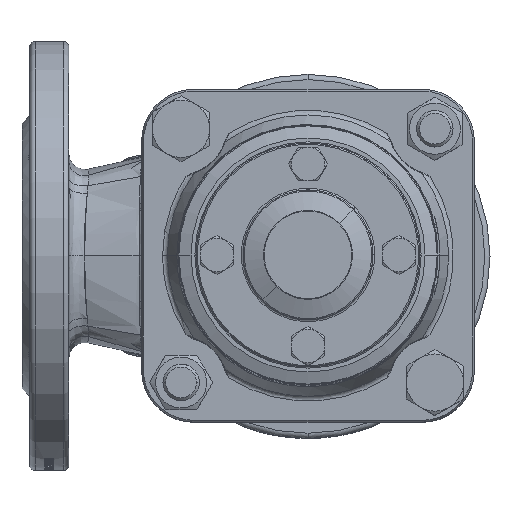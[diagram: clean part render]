
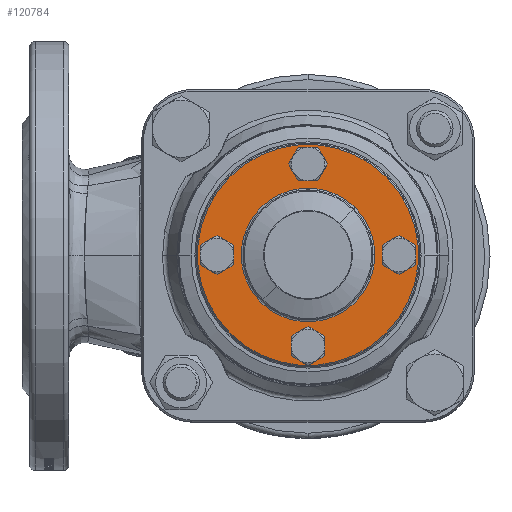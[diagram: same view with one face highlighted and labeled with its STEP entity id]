
A CAD part, top view. The second image highlights one B-rep face of the part: STEP entity #120784.
In plain terms, the highlighted planar face has unit normal (0, 0, 1).
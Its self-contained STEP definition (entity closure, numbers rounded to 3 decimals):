
#119531=CARTESIAN_POINT('',(-31.818,3.182,229.3));
#119532=VERTEX_POINT('',#119531);
#119539=CARTESIAN_POINT('',(-38.182,-3.182,229.3));
#119540=VERTEX_POINT('',#119539);
#119541=CARTESIAN_POINT('',(-35.,0.,229.3));
#119542=DIRECTION('',(0.,0.,1.));
#119543=DIRECTION('',(-0.707,-0.707,0.));
#119544=AXIS2_PLACEMENT_3D('',#119541,#119542,#119543);
#119545=CIRCLE('',#119544,4.5);
#119546=EDGE_CURVE('NONE',#119532,#119540,#119545,.T.);
#119573=CARTESIAN_POINT('',(3.182,-31.818,229.3));
#119574=VERTEX_POINT('',#119573);
#119581=CARTESIAN_POINT('',(-3.182,-38.182,229.3));
#119582=VERTEX_POINT('',#119581);
#119583=CARTESIAN_POINT('',(0.,-35.,229.3));
#119584=DIRECTION('',(0.,0.,1.));
#119585=DIRECTION('',(-0.707,-0.707,0.));
#119586=AXIS2_PLACEMENT_3D('',#119583,#119584,#119585);
#119587=CIRCLE('',#119586,4.5);
#119588=EDGE_CURVE('NONE',#119574,#119582,#119587,.T.);
#119615=CARTESIAN_POINT('',(38.182,3.182,229.3));
#119616=VERTEX_POINT('',#119615);
#119623=CARTESIAN_POINT('',(31.818,-3.182,229.3));
#119624=VERTEX_POINT('',#119623);
#119625=CARTESIAN_POINT('',(35.,0.,229.3));
#119626=DIRECTION('',(0.,0.,1.));
#119627=DIRECTION('',(-0.707,-0.707,0.));
#119628=AXIS2_PLACEMENT_3D('',#119625,#119626,#119627);
#119629=CIRCLE('',#119628,4.5);
#119630=EDGE_CURVE('NONE',#119616,#119624,#119629,.T.);
#119657=CARTESIAN_POINT('',(3.182,38.182,229.3));
#119658=VERTEX_POINT('',#119657);
#119665=CARTESIAN_POINT('',(-3.182,31.818,229.3));
#119666=VERTEX_POINT('',#119665);
#119667=CARTESIAN_POINT('',(0.,35.,229.3));
#119668=DIRECTION('',(0.,0.,1.));
#119669=DIRECTION('',(-0.707,-0.707,0.));
#119670=AXIS2_PLACEMENT_3D('',#119667,#119668,#119669);
#119671=CIRCLE('',#119670,4.5);
#119672=EDGE_CURVE('NONE',#119658,#119666,#119671,.T.);
#119772=CARTESIAN_POINT('',(-30.052,-30.052,229.3));
#119773=VERTEX_POINT('',#119772);
#119774=CARTESIAN_POINT('',(30.052,30.052,229.3));
#119775=VERTEX_POINT('',#119774);
#119776=CARTESIAN_POINT('',(0.,0.,229.3));
#119777=DIRECTION('',(-0.,-0.,1.));
#119778=DIRECTION('',(0.707,0.707,0.));
#119779=AXIS2_PLACEMENT_3D('',#119776,#119777,#119778);
#119780=CIRCLE('',#119779,42.5);
#119781=EDGE_CURVE('NONE',#119773,#119775,#119780,.T.);
#119814=CARTESIAN_POINT('',(-18.173,-18.173,229.3));
#119815=VERTEX_POINT('',#119814);
#119816=CARTESIAN_POINT('',(18.173,18.173,229.3));
#119817=VERTEX_POINT('',#119816);
#119818=CARTESIAN_POINT('',(0.,0.,229.3));
#119819=DIRECTION('',(0.,0.,-1.));
#119820=DIRECTION('',(0.707,0.707,0.));
#119821=AXIS2_PLACEMENT_3D('',#119818,#119819,#119820);
#119822=CIRCLE('',#119821,25.7);
#119823=EDGE_CURVE('NONE',#119815,#119817,#119822,.T.);
#120719=CARTESIAN_POINT('',(-30.406,30.406,229.3));
#120720=DIRECTION('',(0.,0.,-1.));
#120721=DIRECTION('',(0.707,0.707,0.));
#120722=AXIS2_PLACEMENT_3D('',#120719,#120720,#120721);
#120723=PLANE('',#120722);
#120724=CARTESIAN_POINT('',(-35.,0.,229.3));
#120725=DIRECTION('',(0.,0.,1.));
#120726=DIRECTION('',(-0.707,-0.707,0.));
#120727=AXIS2_PLACEMENT_3D('',#120724,#120725,#120726);
#120728=CIRCLE('',#120727,4.5);
#120729=EDGE_CURVE('NONE',#119540,#119532,#120728,.T.);
#120730=ORIENTED_EDGE('',*,*,#120729,.F.);
#120731=ORIENTED_EDGE('',*,*,#119546,.F.);
#120732=EDGE_LOOP('',(#120730,#120731));
#120733=FACE_BOUND('',#120732,.T.);
#120734=CARTESIAN_POINT('',(0.,-35.,229.3));
#120735=DIRECTION('',(0.,0.,1.));
#120736=DIRECTION('',(-0.707,-0.707,0.));
#120737=AXIS2_PLACEMENT_3D('',#120734,#120735,#120736);
#120738=CIRCLE('',#120737,4.5);
#120739=EDGE_CURVE('NONE',#119582,#119574,#120738,.T.);
#120740=ORIENTED_EDGE('',*,*,#120739,.F.);
#120741=ORIENTED_EDGE('',*,*,#119588,.F.);
#120742=EDGE_LOOP('',(#120740,#120741));
#120743=FACE_BOUND('',#120742,.T.);
#120744=CARTESIAN_POINT('',(35.,0.,229.3));
#120745=DIRECTION('',(0.,0.,1.));
#120746=DIRECTION('',(-0.707,-0.707,0.));
#120747=AXIS2_PLACEMENT_3D('',#120744,#120745,#120746);
#120748=CIRCLE('',#120747,4.5);
#120749=EDGE_CURVE('NONE',#119624,#119616,#120748,.T.);
#120750=ORIENTED_EDGE('',*,*,#120749,.F.);
#120751=ORIENTED_EDGE('',*,*,#119630,.F.);
#120752=EDGE_LOOP('',(#120750,#120751));
#120753=FACE_BOUND('',#120752,.T.);
#120754=CARTESIAN_POINT('',(0.,35.,229.3));
#120755=DIRECTION('',(0.,0.,1.));
#120756=DIRECTION('',(-0.707,-0.707,0.));
#120757=AXIS2_PLACEMENT_3D('',#120754,#120755,#120756);
#120758=CIRCLE('',#120757,4.5);
#120759=EDGE_CURVE('NONE',#119666,#119658,#120758,.T.);
#120760=ORIENTED_EDGE('',*,*,#120759,.F.);
#120761=ORIENTED_EDGE('',*,*,#119672,.F.);
#120762=EDGE_LOOP('',(#120760,#120761));
#120763=FACE_BOUND('',#120762,.T.);
#120764=CARTESIAN_POINT('',(0.,0.,229.3));
#120765=DIRECTION('',(-0.,-0.,1.));
#120766=DIRECTION('',(0.707,0.707,0.));
#120767=AXIS2_PLACEMENT_3D('',#120764,#120765,#120766);
#120768=CIRCLE('',#120767,42.5);
#120769=EDGE_CURVE('NONE',#119775,#119773,#120768,.T.);
#120770=ORIENTED_EDGE('',*,*,#120769,.T.);
#120771=ORIENTED_EDGE('',*,*,#119781,.T.);
#120772=EDGE_LOOP('',(#120770,#120771));
#120773=FACE_BOUND('',#120772,.T.);
#120774=CARTESIAN_POINT('',(0.,0.,229.3));
#120775=DIRECTION('',(0.,0.,-1.));
#120776=DIRECTION('',(0.707,0.707,0.));
#120777=AXIS2_PLACEMENT_3D('',#120774,#120775,#120776);
#120778=CIRCLE('',#120777,25.7);
#120779=EDGE_CURVE('NONE',#119817,#119815,#120778,.T.);
#120780=ORIENTED_EDGE('',*,*,#120779,.T.);
#120781=ORIENTED_EDGE('',*,*,#119823,.T.);
#120782=EDGE_LOOP('',(#120780,#120781));
#120783=FACE_BOUND('',#120782,.T.);
#120784=ADVANCED_FACE('NONE',(#120733,#120743,#120753,#120763,#120773,#120783),#120723,.F.);
